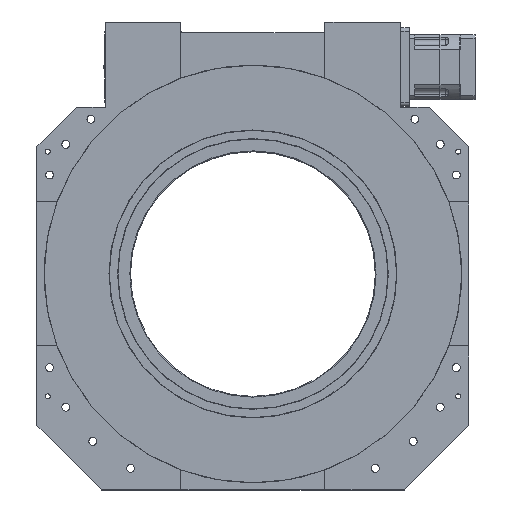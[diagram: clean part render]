
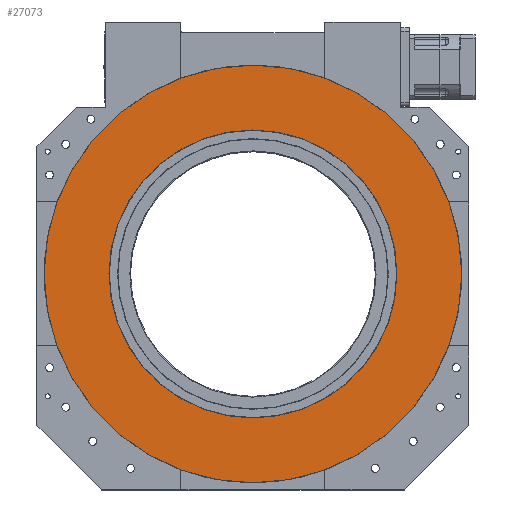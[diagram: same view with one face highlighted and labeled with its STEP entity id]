
A CAD part, top view. The second image highlights one B-rep face of the part: STEP entity #27073.
In plain terms, the highlighted face is planar.
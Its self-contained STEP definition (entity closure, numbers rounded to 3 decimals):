
#217 = DIRECTION ( 'NONE',  ( -1., 0., 0. ) ) ;
#4411 = ORIENTED_EDGE ( 'NONE', *, *, #32892, .F. ) ;
#5010 = DIRECTION ( 'NONE',  ( -1., 0., 0. ) ) ;
#6324 = CIRCLE ( 'NONE', #31317, 400. ) ;
#7470 = DIRECTION ( 'NONE',  ( 0., 0., 1. ) ) ;
#7610 = ORIENTED_EDGE ( 'NONE', *, *, #16766, .T. ) ;
#7912 = CIRCLE ( 'NONE', #32446, 400. ) ;
#8049 = CARTESIAN_POINT ( 'NONE',  ( 46.969, 0., 0. ) ) ;
#8490 = EDGE_LOOP ( 'NONE', ( #26952, #4411 ) ) ;
#9637 = AXIS2_PLACEMENT_3D ( 'NONE', #21111, #16434, #16260 ) ;
#9710 = EDGE_CURVE ( 'NONE', #23879, #15576, #7912, .T. ) ;
#10101 = PLANE ( 'NONE',  #19265 ) ;
#11235 = CARTESIAN_POINT ( 'NONE',  ( 46.969, 0., -400. ) ) ;
#13036 = FACE_BOUND ( 'NONE', #31431, .T. ) ;
#14734 = CIRCLE ( 'NONE', #20255, 580. ) ;
#15449 = CARTESIAN_POINT ( 'NONE',  ( 46.969, 580., 0. ) ) ;
#15576 = VERTEX_POINT ( 'NONE', #11235 ) ;
#16260 = DIRECTION ( 'NONE',  ( 0., 0., 1. ) ) ;
#16434 = DIRECTION ( 'NONE',  ( -1., 0., 0. ) ) ;
#16766 = EDGE_CURVE ( 'NONE', #15576, #23879, #6324, .T. ) ;
#19193 = VERTEX_POINT ( 'NONE', #30183 ) ;
#19265 = AXIS2_PLACEMENT_3D ( 'NONE', #15449, #5010, #7470 ) ;
#19397 = DIRECTION ( 'NONE',  ( -1., 0., 0. ) ) ;
#19894 = CARTESIAN_POINT ( 'NONE',  ( 46.969, 0., -580. ) ) ;
#20255 = AXIS2_PLACEMENT_3D ( 'NONE', #27797, #19397, #27622 ) ;
#21012 = EDGE_CURVE ( 'NONE', #19193, #26351, #14734, .T. ) ;
#21111 = CARTESIAN_POINT ( 'NONE',  ( 46.969, 0., 0. ) ) ;
#21128 = DIRECTION ( 'NONE',  ( -1., 0., 0. ) ) ;
#23439 = CARTESIAN_POINT ( 'NONE',  ( 46.969, 0., 400. ) ) ;
#23879 = VERTEX_POINT ( 'NONE', #23439 ) ;
#25845 = ORIENTED_EDGE ( 'NONE', *, *, #9710, .T. ) ;
#26351 = VERTEX_POINT ( 'NONE', #19894 ) ;
#26952 = ORIENTED_EDGE ( 'NONE', *, *, #21012, .F. ) ;
#27073 = ADVANCED_FACE ( 'NONE', ( #13036, #31359 ), #10101, .F. ) ;
#27622 = DIRECTION ( 'NONE',  ( 0., 0., 1. ) ) ;
#27797 = CARTESIAN_POINT ( 'NONE',  ( 46.969, 0., 0. ) ) ;
#29739 = DIRECTION ( 'NONE',  ( 0., 0., 1. ) ) ;
#30183 = CARTESIAN_POINT ( 'NONE',  ( 46.969, 0., 580. ) ) ;
#31317 = AXIS2_PLACEMENT_3D ( 'NONE', #34285, #21128, #29739 ) ;
#31359 = FACE_OUTER_BOUND ( 'NONE', #8490, .T. ) ;
#31431 = EDGE_LOOP ( 'NONE', ( #25845, #7610 ) ) ;
#32292 = DIRECTION ( 'NONE',  ( 0., 0., 1. ) ) ;
#32446 = AXIS2_PLACEMENT_3D ( 'NONE', #8049, #217, #32292 ) ;
#32892 = EDGE_CURVE ( 'NONE', #26351, #19193, #33579, .T. ) ;
#33579 = CIRCLE ( 'NONE', #9637, 580. ) ;
#34285 = CARTESIAN_POINT ( 'NONE',  ( 46.969, 0., 0. ) ) ;
